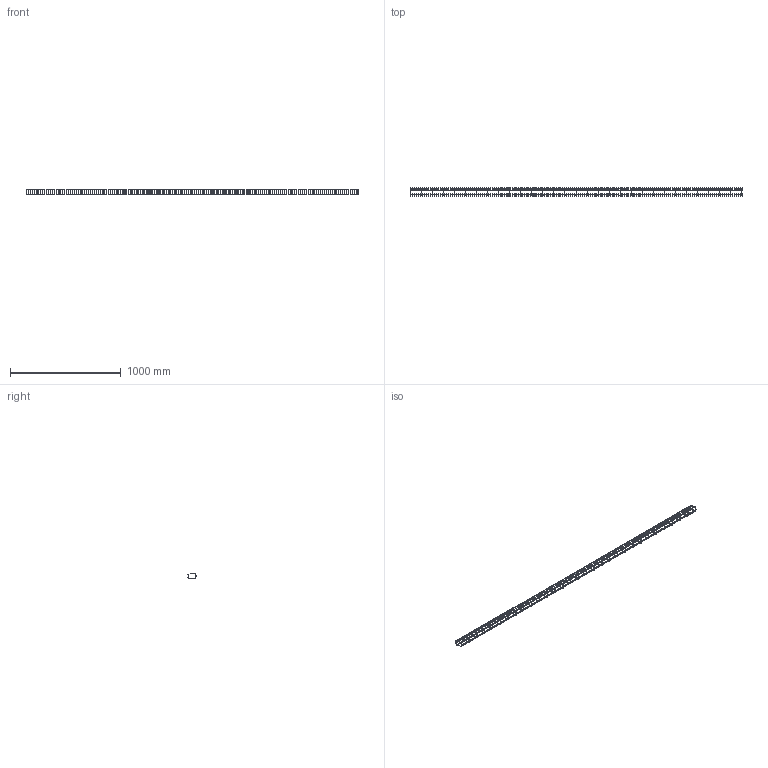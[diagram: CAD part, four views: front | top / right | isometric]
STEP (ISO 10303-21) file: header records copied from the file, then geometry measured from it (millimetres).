
FILE_DESCRIPTION (( 'STEP AP214' ), '1' );
FILE_NAME ('6005363.STEP', '2020-05-08T06:49:49', ( '' ), ( '' ), 'SwSTEP 2.0', 'SolidWorks 2018', '' );
FILE_SCHEMA (( 'AUTOMOTIVE_DESIGN' ));
Length unit declared in the file: millimetre
Products named in the file (1): 6005363
Bounding box: 3004.7 x 73.31 x 53 mm (x, y, z)
Volume: 302886.9 mm3; surface area: 317522.6 mm2
Topology: 2 solids, 2 shells, 524 faces, 1902 edges, 1206 vertices
Faces by surface type: cylinder 262, torus 186, plane 76
Entity records: 28929 total; most frequent: CARTESIAN_POINT 12809, ORIENTED_EDGE 3804, DIRECTION 3104, EDGE_CURVE 1902, AXIS2_PLACEMENT_3D 1297, VERTEX_POINT 1206, CIRCLE 772, EDGE_LOOP 648
